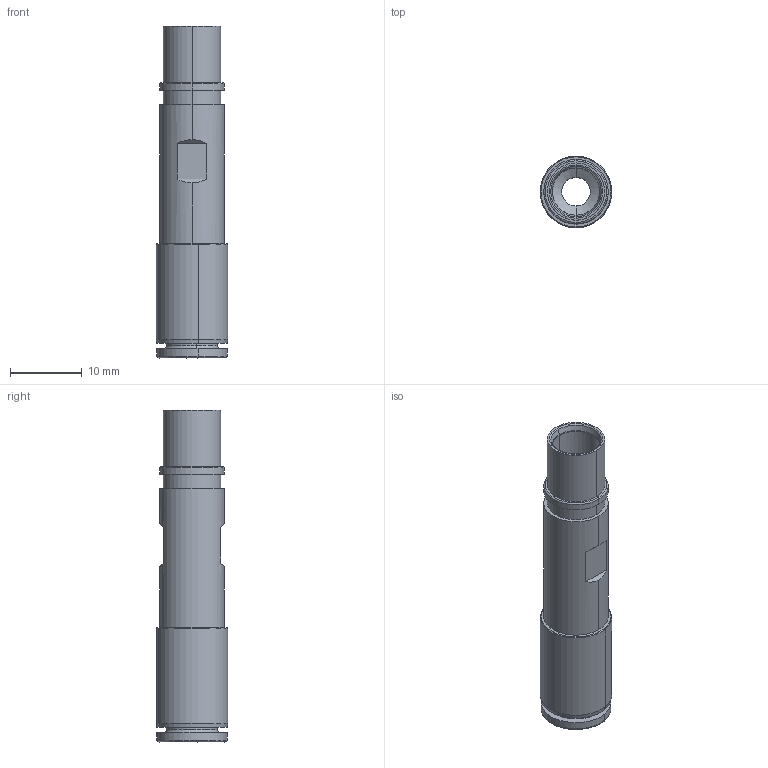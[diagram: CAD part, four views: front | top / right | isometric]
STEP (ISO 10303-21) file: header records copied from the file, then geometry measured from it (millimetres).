
FILE_DESCRIPTION(('Creo Elements/Direct Modeling STEP Export'),'2;1');
FILE_NAME('0ln7uvk5btlp54b2516','2021-07-27T11:36:41',(''),(''),'Creo Elements/Direct Modeling STEP processor for AP214 (Solid Model)','Creo Elements/Direct Modeling 20.1B 02-Apr-2019 (C) Parametric Technology GmbH','');
FILE_SCHEMA(('AUTOMOTIVE_DESIGN { 1 0 10303 214 1 1 1 1 }'));
Length unit declared in the file: millimetre
Products named in the file (2): CX_6.0_MPQF
Assembly tree (1 placements, depth 2):
  CX_6.0_MPQF
    CX_6.0_MPQF
Bounding box: 10 x 10 x 46.4 mm (x, y, z)
Volume: 1969 mm3; surface area: 2327.2 mm2
Topology: 1 solids, 1 shells, 114 faces, 279 edges, 180 vertices
Faces by surface type: plane 42, extrusion 26, cylinder 24, cone 12, torus 10
Entity records: 4727 total; most frequent: CARTESIAN_POINT 1354, ORIENTED_EDGE 558, DIRECTION 405, EDGE_CURVE 279, VERTEX_POINT 180, VECTOR 141, AXIS2_PLACEMENT_3D 132, EDGE_LOOP 129
